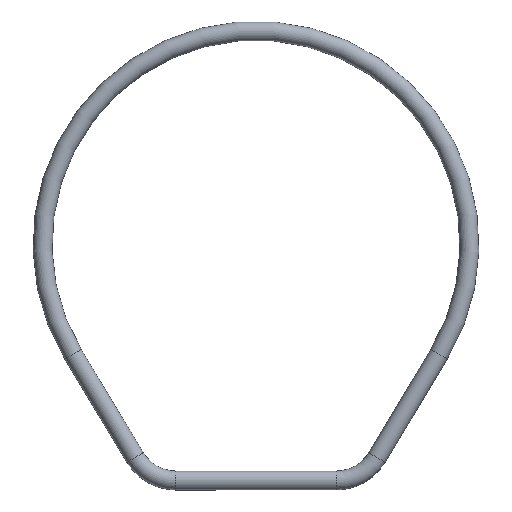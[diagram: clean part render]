
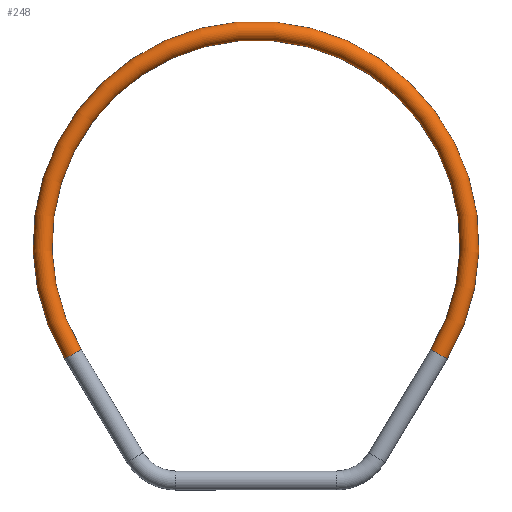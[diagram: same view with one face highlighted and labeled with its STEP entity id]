
A CAD part, top view. The second image highlights one B-rep face of the part: STEP entity #248.
In plain terms, the highlighted toroidal (fillet/blend) face has major radius 22.5 mm and minor radius 1 mm.
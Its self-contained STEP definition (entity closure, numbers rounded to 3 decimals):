
#48=AXIS2_PLACEMENT_3D('Circle Axis2P3D',#46,#47,$) ;
#221=AXIS2_PLACEMENT_3D('Torus Axis2P3D',#218,#219,#220) ;
#225=AXIS2_PLACEMENT_3D('Circle Axis2P3D',#223,#224,$) ;
#232=AXIS2_PLACEMENT_3D('Circle Axis2P3D',#230,#231,$) ;
#239=AXIS2_PLACEMENT_3D('Circle Axis2P3D',#237,#238,$) ;
#43=CARTESIAN_POINT('Vertex',(41.929,14.827,1.2)) ;
#46=CARTESIAN_POINT('Axis2P3D Location',(23.5,25.9,1.2)) ;
#50=CARTESIAN_POINT('Vertex',(5.071,14.827,1.2)) ;
#218=CARTESIAN_POINT('Axis2P3D Location',(23.5,25.9,1.2)) ;
#223=CARTESIAN_POINT('Axis2P3D Location',(42.786,14.312,1.2)) ;
#227=CARTESIAN_POINT('Vertex',(43.643,13.797,1.2)) ;
#230=CARTESIAN_POINT('Axis2P3D Location',(23.5,25.9,1.2)) ;
#234=CARTESIAN_POINT('Vertex',(3.357,13.797,1.2)) ;
#237=CARTESIAN_POINT('Axis2P3D Location',(4.214,14.312,1.2)) ;
#47=DIRECTION('Axis2P3D Direction',(-0.,0.,-1.)) ;
#219=DIRECTION('Axis2P3D Direction',(0.,0.,-1.)) ;
#220=DIRECTION('Axis2P3D XDirection',(-0.857,-0.515,0.)) ;
#224=DIRECTION('Axis2P3D Direction',(0.515,0.857,0.)) ;
#231=DIRECTION('Axis2P3D Direction',(-0.,0.,-1.)) ;
#238=DIRECTION('Axis2P3D Direction',(0.515,-0.857,0.)) ;
#243=ORIENTED_EDGE('',*,*,#229,.T.) ;
#244=ORIENTED_EDGE('',*,*,#236,.F.) ;
#245=ORIENTED_EDGE('',*,*,#241,.F.) ;
#246=ORIENTED_EDGE('',*,*,#52,.T.) ;
#248=ADVANCED_FACE('Koerper.2',(#247),#222,.T.) ;
#49=CIRCLE('generated circle',#48,21.5) ;
#226=CIRCLE('generated circle',#225,1.) ;
#233=CIRCLE('generated circle',#232,23.5) ;
#240=CIRCLE('generated circle',#239,1.) ;
#222=TOROIDAL_SURFACE('homeo Torus',#221,22.5,1.) ;
#52=EDGE_CURVE('',#51,#44,#49,.T.) ;
#229=EDGE_CURVE('',#44,#228,#226,.T.) ;
#236=EDGE_CURVE('',#235,#228,#233,.T.) ;
#241=EDGE_CURVE('',#51,#235,#240,.T.) ;
#242=EDGE_LOOP('',(#243,#244,#245,#246)) ;
#247=FACE_OUTER_BOUND('',#242,.T.) ;
#44=VERTEX_POINT('',#43) ;
#51=VERTEX_POINT('',#50) ;
#228=VERTEX_POINT('',#227) ;
#235=VERTEX_POINT('',#234) ;
